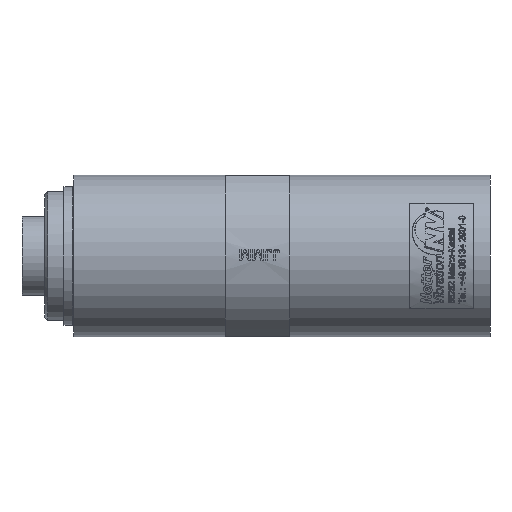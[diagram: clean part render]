
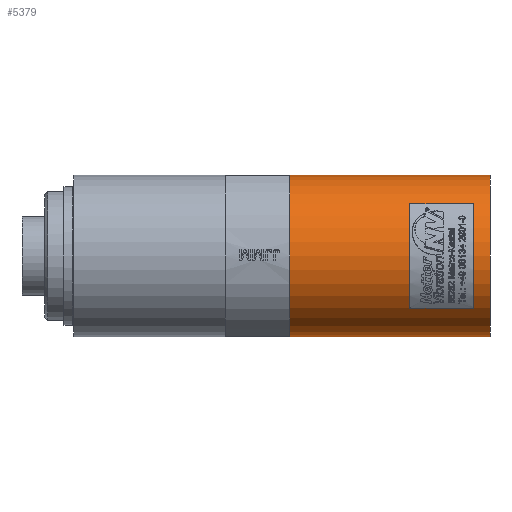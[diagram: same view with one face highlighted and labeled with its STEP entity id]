
A CAD part, front view. The second image highlights one B-rep face of the part: STEP entity #5379.
In plain terms, the highlighted cylindrical face has radius 25 mm (diameter 50 mm), a partial arc.
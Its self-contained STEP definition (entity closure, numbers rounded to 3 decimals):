
#551 = CARTESIAN_POINT ( 'NONE',  ( 138., 0., 0. ) ) ;
#1865 = EDGE_CURVE ( 'NONE', #18105, #22687, #23624, .T. ) ;
#1971 = VERTEX_POINT ( 'NONE', #5093 ) ;
#2438 = VERTEX_POINT ( 'NONE', #10875 ) ;
#2460 = AXIS2_PLACEMENT_3D ( 'NONE', #5393, #14085, #5651 ) ;
#2995 = DIRECTION ( 'NONE',  ( -1., 0., 0. ) ) ;
#4768 = DIRECTION ( 'NONE',  ( 0., 0., 1. ) ) ;
#4988 = CARTESIAN_POINT ( 'NONE',  ( 0., 0., 25. ) ) ;
#5093 = CARTESIAN_POINT ( 'NONE',  ( 76., -25., 0. ) ) ;
#5379 = ADVANCED_FACE ( 'NONE', ( #11360 ), #19509, .T. ) ;
#5393 = CARTESIAN_POINT ( 'NONE',  ( 76., 0., 0. ) ) ;
#5651 = DIRECTION ( 'NONE',  ( 0., 0., 1. ) ) ;
#5737 = EDGE_LOOP ( 'NONE', ( #15844, #19742, #7831, #8835, #11723 ) ) ;
#5967 = CARTESIAN_POINT ( 'NONE',  ( 76., 0., 0. ) ) ;
#6071 = CIRCLE ( 'NONE', #20435, 25. ) ;
#7231 = CARTESIAN_POINT ( 'NONE',  ( 138., 0., 25. ) ) ;
#7810 = VECTOR ( 'NONE', #11244, 1000. ) ;
#7831 = ORIENTED_EDGE ( 'NONE', *, *, #1865, .T. ) ;
#7953 = EDGE_CURVE ( 'NONE', #20777, #1971, #14606, .T. ) ;
#8835 = ORIENTED_EDGE ( 'NONE', *, *, #11065, .F. ) ;
#9795 = EDGE_CURVE ( 'NONE', #2438, #18105, #13886, .T. ) ;
#10875 = CARTESIAN_POINT ( 'NONE',  ( 138., 0., -25. ) ) ;
#11065 = EDGE_CURVE ( 'NONE', #1971, #22687, #6071, .T. ) ;
#11228 = DIRECTION ( 'NONE',  ( -1., 0., 0. ) ) ;
#11244 = DIRECTION ( 'NONE',  ( -1., 0., 0. ) ) ;
#11360 = FACE_OUTER_BOUND ( 'NONE', #5737, .T. ) ;
#11723 = ORIENTED_EDGE ( 'NONE', *, *, #7953, .F. ) ;
#13122 = DIRECTION ( 'NONE',  ( 0., 0., 1. ) ) ;
#13886 = CIRCLE ( 'NONE', #19960, 25. ) ;
#14085 = DIRECTION ( 'NONE',  ( -1., 0., 0. ) ) ;
#14266 = DIRECTION ( 'NONE',  ( -1., 0., 0. ) ) ;
#14606 = CIRCLE ( 'NONE', #2460, 25. ) ;
#15844 = ORIENTED_EDGE ( 'NONE', *, *, #24353, .F. ) ;
#15860 = LINE ( 'NONE', #19921, #26317 ) ;
#16762 = AXIS2_PLACEMENT_3D ( 'NONE', #23464, #17611, #13122 ) ;
#17611 = DIRECTION ( 'NONE',  ( -1., 0., 0. ) ) ;
#18105 = VERTEX_POINT ( 'NONE', #7231 ) ;
#18490 = DIRECTION ( 'NONE',  ( 0., 0., 1. ) ) ;
#19509 = CYLINDRICAL_SURFACE ( 'NONE', #16762, 25. ) ;
#19742 = ORIENTED_EDGE ( 'NONE', *, *, #9795, .T. ) ;
#19921 = CARTESIAN_POINT ( 'NONE',  ( 0., 0., -25. ) ) ;
#19960 = AXIS2_PLACEMENT_3D ( 'NONE', #551, #2995, #4768 ) ;
#20435 = AXIS2_PLACEMENT_3D ( 'NONE', #5967, #14266, #18490 ) ;
#20777 = VERTEX_POINT ( 'NONE', #26827 ) ;
#22687 = VERTEX_POINT ( 'NONE', #22728 ) ;
#22728 = CARTESIAN_POINT ( 'NONE',  ( 76., 0., 25. ) ) ;
#23464 = CARTESIAN_POINT ( 'NONE',  ( 0., 0., 0. ) ) ;
#23624 = LINE ( 'NONE', #4988, #7810 ) ;
#24353 = EDGE_CURVE ( 'NONE', #2438, #20777, #15860, .T. ) ;
#26317 = VECTOR ( 'NONE', #11228, 1000. ) ;
#26827 = CARTESIAN_POINT ( 'NONE',  ( 76., 0., -25. ) ) ;
